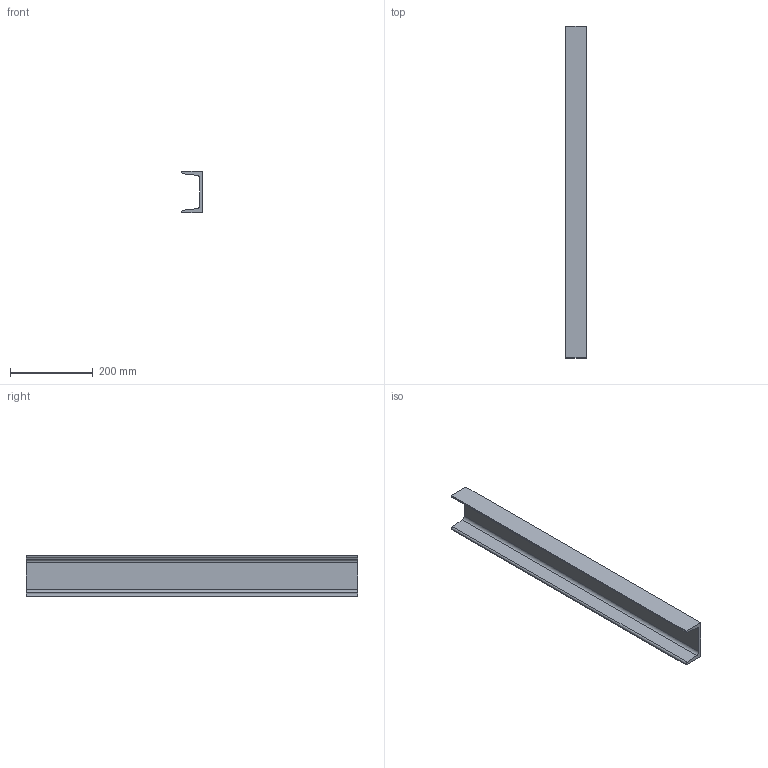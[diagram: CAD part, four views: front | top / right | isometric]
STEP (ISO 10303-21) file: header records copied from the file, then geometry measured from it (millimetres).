
FILE_DESCRIPTION(/* description */ (''),/* implementation_level */ '2;1');
FILE_NAME(/* name */ 'U_SECTION_50.stp',/* time_stamp */ '2025-04-12T17:24:32+03:00',/* author */ ('User'),/* organization */ (''),/* preprocessor_version */ 'ST-DEVELOPER v19',/* originating_system */ 'Autodesk Inventor 2023',/* authorisation */ '');
FILE_SCHEMA (('AUTOMOTIVE_DESIGN { 1 0 10303 214 3 1 1 }'));
Length unit declared in the file: millimetre
Products named in the file (5): U_SECTION_50; U_SECTION; Frame 1744276058426; Skeleton 1744276058427; ISO 657_11 CH 100 x 10 1744276061340
Assembly tree (4 placements, depth 3):
  U_SECTION_50
    U_SECTION
    Frame 1744276058426
      Skeleton 1744276058427
      ISO 657_11 CH 100 x 10 1744276061340
Bounding box: 50 x 800 x 100 mm (x, y, z)
Volume: 1048195.6 mm3; surface area: 299458.4 mm2
Topology: 1 solids, 1 shells, 14 faces, 37 edges, 26 vertices
Faces by surface type: plane 10, cylinder 4
Entity records: 638 total; most frequent: DIRECTION 92, CARTESIAN_POINT 86, ORIENTED_EDGE 72, EDGE_CURVE 36, AXIS2_PLACEMENT_3D 32, LINE 28, VECTOR 28, VERTEX_POINT 24
